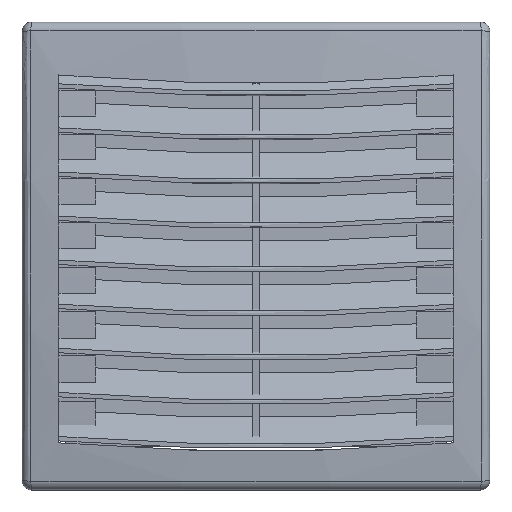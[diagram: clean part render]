
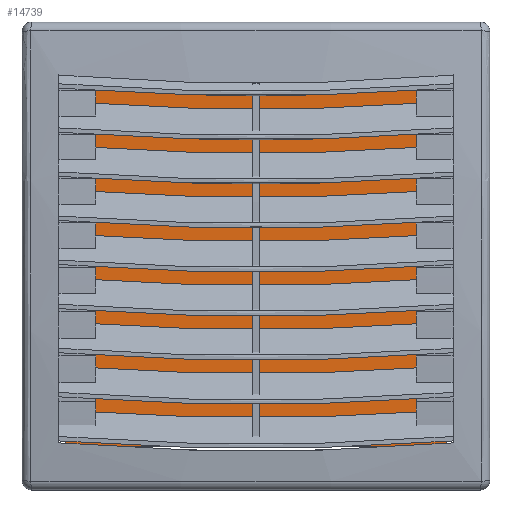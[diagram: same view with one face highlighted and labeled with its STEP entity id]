
A CAD part, front view. The second image highlights one B-rep face of the part: STEP entity #14739.
In plain terms, the highlighted planar face has unit normal (0, -1, 0).
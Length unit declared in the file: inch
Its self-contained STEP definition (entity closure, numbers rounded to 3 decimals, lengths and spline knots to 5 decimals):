
#44 = EDGE_CURVE ( 'NONE', #20739, #13944, #2632, .T. ) ;
#472 = ORIENTED_EDGE ( 'NONE', *, *, #901, .T. ) ;
#718 = CARTESIAN_POINT ( 'NONE',  ( 0., 0., -0.13511 ) ) ;
#738 = VERTEX_POINT ( 'NONE', #19722 ) ;
#833 = VERTEX_POINT ( 'NONE', #3817 ) ;
#901 = EDGE_CURVE ( 'NONE', #2829, #14389, #3276, .T. ) ;
#983 = VERTEX_POINT ( 'NONE', #13107 ) ;
#990 = EDGE_CURVE ( 'NONE', #14217, #16404, #2755, .T. ) ;
#1131 = LINE ( 'NONE', #13048, #2905 ) ;
#1430 = CARTESIAN_POINT ( 'NONE',  ( 0., 0., -2.44094 ) ) ;
#1442 = CARTESIAN_POINT ( 'NONE',  ( 2.48031, 0., -0.23622 ) ) ;
#1591 = ORIENTED_EDGE ( 'NONE', *, *, #19862, .F. ) ;
#1989 = EDGE_CURVE ( 'NONE', #20739, #14389, #3820, .T. ) ;
#2215 = EDGE_CURVE ( 'NONE', #9424, #16782, #21010, .T. ) ;
#2320 = ORIENTED_EDGE ( 'NONE', *, *, #5189, .F. ) ;
#2411 = DIRECTION ( 'NONE',  ( 1., 0., 0. ) ) ;
#2490 = CARTESIAN_POINT ( 'NONE',  ( 4.88189, 0., 0. ) ) ;
#2494 = VERTEX_POINT ( 'NONE', #5090 ) ;
#2528 = CARTESIAN_POINT ( 'NONE',  ( 2.48031, 0., -4.76378 ) ) ;
#2549 = ORIENTED_EDGE ( 'NONE', *, *, #18232, .F. ) ;
#2632 = LINE ( 'NONE', #10355, #16757 ) ;
#2730 = DIRECTION ( 'NONE',  ( 0., 0., -1. ) ) ;
#2737 = VERTEX_POINT ( 'NONE', #718 ) ;
#2755 = LINE ( 'NONE', #2528, #6693 ) ;
#2829 = VERTEX_POINT ( 'NONE', #3130 ) ;
#2898 = CARTESIAN_POINT ( 'NONE',  ( 2.40157, 0., -0.23622 ) ) ;
#2905 = VECTOR ( 'NONE', #18290, 39.37008 ) ;
#2968 = CARTESIAN_POINT ( 'NONE',  ( 2.44094, 0., 30.59 ) ) ;
#2978 = LINE ( 'NONE', #19294, #20211 ) ;
#3127 = CARTESIAN_POINT ( 'NONE',  ( 4.48819, 0., -0.23622 ) ) ;
#3130 = CARTESIAN_POINT ( 'NONE',  ( 0.6549, 0., -4.88189 ) ) ;
#3163 = AXIS2_PLACEMENT_3D ( 'NONE', #3941, #7310, #2411 ) ;
#3276 = LINE ( 'NONE', #19617, #18429 ) ;
#3375 = ORIENTED_EDGE ( 'NONE', *, *, #8839, .F. ) ;
#3562 = CARTESIAN_POINT ( 'NONE',  ( 4.22699, 0., -4.88189 ) ) ;
#3741 = VECTOR ( 'NONE', #5002, 39.37008 ) ;
#3817 = CARTESIAN_POINT ( 'NONE',  ( 2.48031, 0., -0.23622 ) ) ;
#3820 = CIRCLE ( 'NONE', #13890, 30.82191 ) ;
#3941 = CARTESIAN_POINT ( 'NONE',  ( 2.44094, 0., 25.88823 ) ) ;
#3979 = CARTESIAN_POINT ( 'NONE',  ( 4.88189, 0., -0.13511 ) ) ;
#4017 = VERTEX_POINT ( 'NONE', #3979 ) ;
#4044 = ORIENTED_EDGE ( 'NONE', *, *, #5483, .F. ) ;
#4280 = LINE ( 'NONE', #1430, #3741 ) ;
#4324 = DIRECTION ( 'NONE',  ( -1., 0., 0. ) ) ;
#4507 = LINE ( 'NONE', #10640, #10776 ) ;
#5002 = DIRECTION ( 'NONE',  ( 0., 0., -1. ) ) ;
#5090 = CARTESIAN_POINT ( 'NONE',  ( 0.3937, 0., -0.23622 ) ) ;
#5189 = EDGE_CURVE ( 'NONE', #7744, #2494, #1131, .T. ) ;
#5210 = DIRECTION ( 'NONE',  ( 0., -1., 0. ) ) ;
#5483 = EDGE_CURVE ( 'NONE', #833, #6346, #4507, .T. ) ;
#5764 = ORIENTED_EDGE ( 'NONE', *, *, #1989, .F. ) ;
#5899 = DIRECTION ( 'NONE',  ( 1., 0., 0. ) ) ;
#5939 = CARTESIAN_POINT ( 'NONE',  ( 4.88189, 0., -4.64567 ) ) ;
#6036 = CARTESIAN_POINT ( 'NONE',  ( 4.48819, 0., -0.23622 ) ) ;
#6254 = EDGE_LOOP ( 'NONE', ( #4044, #3375, #7905, #10387 ) ) ;
#6346 = VERTEX_POINT ( 'NONE', #21208 ) ;
#6397 = LINE ( 'NONE', #2490, #18896 ) ;
#6527 = CARTESIAN_POINT ( 'NONE',  ( 0., 0., -4.64567 ) ) ;
#6549 = ORIENTED_EDGE ( 'NONE', *, *, #9657, .F. ) ;
#6604 = LINE ( 'NONE', #14386, #20142 ) ;
#6628 = VECTOR ( 'NONE', #9711, 39.37008 ) ;
#6635 = ORIENTED_EDGE ( 'NONE', *, *, #13439, .T. ) ;
#6693 = VECTOR ( 'NONE', #16401, 39.37008 ) ;
#6801 = DIRECTION ( 'NONE',  ( 1., 0., 0. ) ) ;
#7170 = ORIENTED_EDGE ( 'NONE', *, *, #44, .T. ) ;
#7310 = DIRECTION ( 'NONE',  ( 0., 1., 0. ) ) ;
#7465 = DIRECTION ( 'NONE',  ( 0., 0., 1. ) ) ;
#7671 = LINE ( 'NONE', #16171, #19150 ) ;
#7678 = DIRECTION ( 'NONE',  ( 0., -1., 0. ) ) ;
#7744 = VERTEX_POINT ( 'NONE', #14987 ) ;
#7783 = DIRECTION ( 'NONE',  ( -1., 0., 0. ) ) ;
#7905 = ORIENTED_EDGE ( 'NONE', *, *, #990, .T. ) ;
#8187 = FACE_BOUND ( 'NONE', #6254, .T. ) ;
#8759 = VECTOR ( 'NONE', #5899, 39.37008 ) ;
#8839 = EDGE_CURVE ( 'NONE', #14217, #833, #16407, .T. ) ;
#9424 = VERTEX_POINT ( 'NONE', #3127 ) ;
#9498 = DIRECTION ( 'NONE',  ( 0., 0., -1. ) ) ;
#9657 = EDGE_CURVE ( 'NONE', #2829, #983, #17166, .T. ) ;
#9711 = DIRECTION ( 'NONE',  ( 0., 0., 1. ) ) ;
#10347 = CARTESIAN_POINT ( 'NONE',  ( 4.88189, 0., -0.23622 ) ) ;
#10355 = CARTESIAN_POINT ( 'NONE',  ( 4.88189, 0., 0. ) ) ;
#10387 = ORIENTED_EDGE ( 'NONE', *, *, #20415, .T. ) ;
#10394 = VECTOR ( 'NONE', #4324, 39.37008 ) ;
#10432 = DIRECTION ( 'NONE',  ( 0., 0., 1. ) ) ;
#10498 = ORIENTED_EDGE ( 'NONE', *, *, #20820, .T. ) ;
#10640 = CARTESIAN_POINT ( 'NONE',  ( 2.48031, 0., -0.23622 ) ) ;
#10776 = VECTOR ( 'NONE', #7783, 39.37008 ) ;
#10813 = VERTEX_POINT ( 'NONE', #14807 ) ;
#11108 = ORIENTED_EDGE ( 'NONE', *, *, #19351, .T. ) ;
#11291 = DIRECTION ( 'NONE',  ( -1., 0., 0. ) ) ;
#11460 = VERTEX_POINT ( 'NONE', #6527 ) ;
#11621 = CARTESIAN_POINT ( 'NONE',  ( 2.44094, 0., 30.59 ) ) ;
#11746 = CARTESIAN_POINT ( 'NONE',  ( 2.44094, 0., 25.88823 ) ) ;
#12221 = DIRECTION ( 'NONE',  ( 0., 1., 0. ) ) ;
#12791 = CARTESIAN_POINT ( 'NONE',  ( 4.48819, 0., 0. ) ) ;
#12992 = CARTESIAN_POINT ( 'NONE',  ( 0.3937, 0., -0.23622 ) ) ;
#13048 = CARTESIAN_POINT ( 'NONE',  ( 0.3937, 0., 0. ) ) ;
#13107 = CARTESIAN_POINT ( 'NONE',  ( 0., 0., -4.83687 ) ) ;
#13377 = AXIS2_PLACEMENT_3D ( 'NONE', #2968, #7678, #21202 ) ;
#13413 = LINE ( 'NONE', #2898, #6628 ) ;
#13439 = EDGE_CURVE ( 'NONE', #11460, #983, #2978, .T. ) ;
#13890 = AXIS2_PLACEMENT_3D ( 'NONE', #11746, #12221, #20370 ) ;
#13944 = VERTEX_POINT ( 'NONE', #5939 ) ;
#13980 = ORIENTED_EDGE ( 'NONE', *, *, #18541, .F. ) ;
#14037 = EDGE_CURVE ( 'NONE', #9424, #738, #14508, .T. ) ;
#14085 = LINE ( 'NONE', #12992, #10394 ) ;
#14217 = VERTEX_POINT ( 'NONE', #19618 ) ;
#14313 = CARTESIAN_POINT ( 'NONE',  ( 4.88189, 0., -4.83687 ) ) ;
#14386 = CARTESIAN_POINT ( 'NONE',  ( 0.3937, 0., -4.64567 ) ) ;
#14389 = VERTEX_POINT ( 'NONE', #3562 ) ;
#14508 = LINE ( 'NONE', #12791, #19430 ) ;
#14739 = ADVANCED_FACE ( 'NONE', ( #16539, #8187 ), #19601, .T. ) ;
#14807 = CARTESIAN_POINT ( 'NONE',  ( 0., 0., -0.23622 ) ) ;
#14834 = ORIENTED_EDGE ( 'NONE', *, *, #14037, .F. ) ;
#14946 = DIRECTION ( 'NONE',  ( 0., 0., 1. ) ) ;
#14987 = CARTESIAN_POINT ( 'NONE',  ( 0.3937, 0., -4.64567 ) ) ;
#16165 = CIRCLE ( 'NONE', #18856, 30.82191 ) ;
#16171 = CARTESIAN_POINT ( 'NONE',  ( 4.48819, 0., -4.64567 ) ) ;
#16372 = DIRECTION ( 'NONE',  ( 1., 0., 0. ) ) ;
#16401 = DIRECTION ( 'NONE',  ( -1., 0., 0. ) ) ;
#16404 = VERTEX_POINT ( 'NONE', #17296 ) ;
#16407 = LINE ( 'NONE', #1442, #21315 ) ;
#16539 = FACE_OUTER_BOUND ( 'NONE', #21101, .T. ) ;
#16757 = VECTOR ( 'NONE', #10432, 39.37008 ) ;
#16782 = VERTEX_POINT ( 'NONE', #10347 ) ;
#17166 = CIRCLE ( 'NONE', #3163, 30.82191 ) ;
#17296 = CARTESIAN_POINT ( 'NONE',  ( 2.40157, 0., -4.76378 ) ) ;
#18232 = EDGE_CURVE ( 'NONE', #2737, #4017, #16165, .T. ) ;
#18290 = DIRECTION ( 'NONE',  ( 0., 0., 1. ) ) ;
#18429 = VECTOR ( 'NONE', #16372, 39.37008 ) ;
#18541 = EDGE_CURVE ( 'NONE', #2494, #10813, #14085, .T. ) ;
#18856 = AXIS2_PLACEMENT_3D ( 'NONE', #11621, #5210, #6801 ) ;
#18896 = VECTOR ( 'NONE', #7465, 39.37008 ) ;
#19150 = VECTOR ( 'NONE', #21366, 39.37008 ) ;
#19294 = CARTESIAN_POINT ( 'NONE',  ( 0., 0., -2.44094 ) ) ;
#19351 = EDGE_CURVE ( 'NONE', #16782, #4017, #6397, .T. ) ;
#19430 = VECTOR ( 'NONE', #9498, 39.37008 ) ;
#19601 = PLANE ( 'NONE',  #13377 ) ;
#19617 = CARTESIAN_POINT ( 'NONE',  ( 4.88189, 0., -4.88189 ) ) ;
#19618 = CARTESIAN_POINT ( 'NONE',  ( 2.48031, 0., -4.76378 ) ) ;
#19722 = CARTESIAN_POINT ( 'NONE',  ( 4.48819, 0., -4.64567 ) ) ;
#19781 = ORIENTED_EDGE ( 'NONE', *, *, #2215, .T. ) ;
#19862 = EDGE_CURVE ( 'NONE', #738, #13944, #7671, .T. ) ;
#19925 = EDGE_CURVE ( 'NONE', #2737, #10813, #4280, .T. ) ;
#20142 = VECTOR ( 'NONE', #11291, 39.37008 ) ;
#20211 = VECTOR ( 'NONE', #2730, 39.37008 ) ;
#20370 = DIRECTION ( 'NONE',  ( 1., 0., 0. ) ) ;
#20415 = EDGE_CURVE ( 'NONE', #16404, #6346, #13413, .T. ) ;
#20739 = VERTEX_POINT ( 'NONE', #14313 ) ;
#20820 = EDGE_CURVE ( 'NONE', #7744, #11460, #6604, .T. ) ;
#21010 = LINE ( 'NONE', #6036, #8759 ) ;
#21068 = ORIENTED_EDGE ( 'NONE', *, *, #19925, .T. ) ;
#21101 = EDGE_LOOP ( 'NONE', ( #1591, #14834, #19781, #11108, #2549, #21068, #13980, #2320, #10498, #6635, #6549, #472, #5764, #7170 ) ) ;
#21202 = DIRECTION ( 'NONE',  ( 1., 0., 0. ) ) ;
#21208 = CARTESIAN_POINT ( 'NONE',  ( 2.40157, 0., -0.23622 ) ) ;
#21315 = VECTOR ( 'NONE', #14946, 39.37008 ) ;
#21366 = DIRECTION ( 'NONE',  ( 1., 0., 0. ) ) ;
